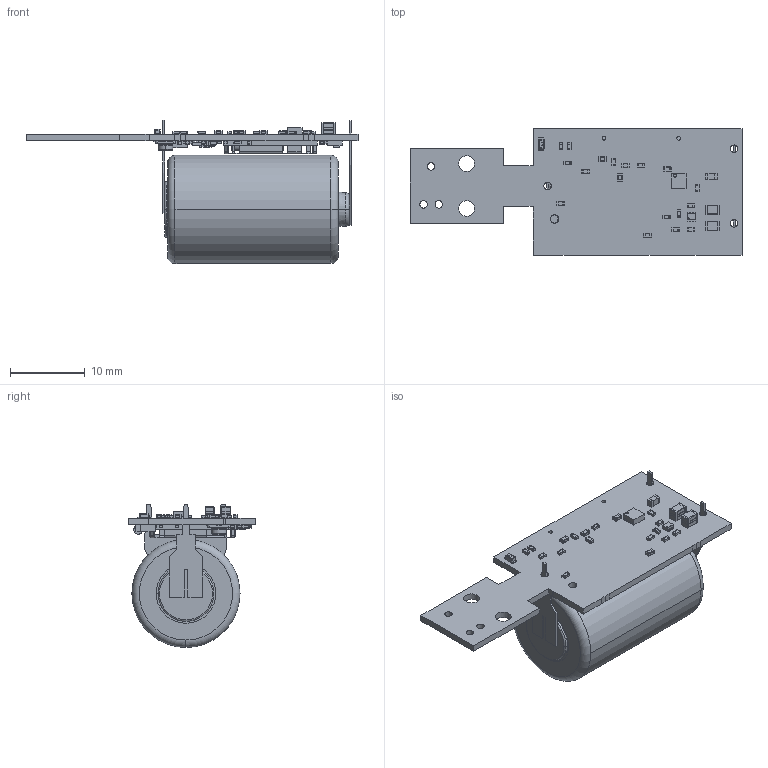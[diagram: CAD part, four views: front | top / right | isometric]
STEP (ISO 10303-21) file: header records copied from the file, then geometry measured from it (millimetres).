
FILE_DESCRIPTION(('Open CASCADE Model'),'2;1');
FILE_NAME('Open CASCADE Shape Model','2019-08-05T11:02:11',('Author'),( 'Open CASCADE'),'Open CASCADE STEP processor 6.8','Open CASCADE 6.8' ,'Unknown');
FILE_SCHEMA(('AUTOMOTIVE_DESIGN { 1 0 10303 214 1 1 1 1 }'));
Length unit declared in the file: millimetre
Products named in the file (153): PCB; Board; Open CASCADE STEP translator 6.8 2.1.1; Open CASCADE STEP translator 6.8 2.1.1.1; U6; WCSP6-YFF; U5; HHM-6_1P6X0P8; T2; VMT6_RGB16777215; R20; 6508337072; Mid_Body; Terminal; Open_CASCADE_STEP_translator_6.8_3.2.1; Mark; R19; 6508332752; R18; 6508339712; R17; R16; R12; C12; 6508336592; Open_CASCADE_STEP_translator_6.8_4.1.1; Open_CASCADE_STEP_translator_6.8_4.1.2; Open_CASCADE_STEP_translator_6.8_4.2.1; S1; 5758747888; Cylinder; R11; R15; R14; 6508337632; R13; R10; L2; 6511385296; Open_CASCADE_STEP_translator_6.8_1.1.1 ...
Assembly tree (192 placements, depth 6):
  PCB
    Board
      Open CASCADE STEP translator 6.8 2.1.1
        Open CASCADE STEP translator 6.8 2.1.1.1
    U6
      WCSP6-YFF
    U5
      HHM-6_1P6X0P8
    T2
      VMT6_RGB16777215
    R20
      6508337072
        Mid_Body
        Terminal  x2
          Open_CASCADE_STEP_translator_6.8_3.2.1
        Mark
    R19
      6508332752
        Mid_Body
        Terminal  x2
          Open_CASCADE_STEP_translator_6.8_3.2.1
        Mark
    R18
      6508339712
        Mid_Body
        Terminal  x2
          Open_CASCADE_STEP_translator_6.8_3.2.1
        Mark
    R17
      6508339712
        Mid_Body
        Terminal  x2
          Open_CASCADE_STEP_translator_6.8_3.2.1
        Mark
    R16
      6508339712
        Mid_Body
        Terminal  x2
          Open_CASCADE_STEP_translator_6.8_3.2.1
        Mark
    R12
      6508339712
        Mid_Body
        Terminal  x2
          Open_CASCADE_STEP_translator_6.8_3.2.1
        Mark
    C12
      6508336592
        Terminal
          Open_CASCADE_STEP_translator_6.8_4.1.1
          Open_CASCADE_STEP_translator_6.8_4.1.2
        Mid_Body
          Open_CASCADE_STEP_translator_6.8_4.2.1
    S1
      5758747888
        Cylinder
    R11
      6508337072
        Mid_Body
        Terminal  x2
Bounding box: 44.5 x 17 x 19.17 mm (x, y, z)
Volume: 4515.3 mm3; surface area: 4016.1 mm2
Topology: 170 solids, 237 shells, 2949 faces, 7114 edges, 4492 vertices
Faces by surface type: plane 1926, cylinder 618, bspline 235, sphere 144, cone 14, torus 12
Full cylindrical faces by diameter (mm): 0.4 x2, 0.5 x2, 0.995 x3, 1 x3, 1.1 x1, 1.2 x1, 2.1 x2
Entity records: 71536 total; most frequent: CARTESIAN_POINT 21319, ORIENTED_EDGE 8080, DIRECTION 7799, EDGE_CURVE 4196, LINE 3119, VECTOR 3119, VERTEX_POINT 2778, AXIS2_PLACEMENT_3D 2340
